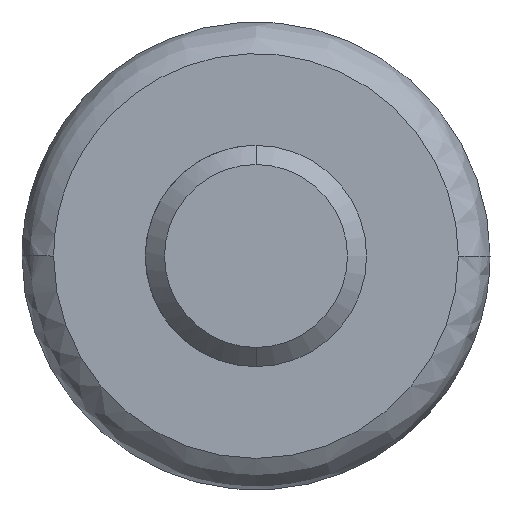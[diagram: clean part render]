
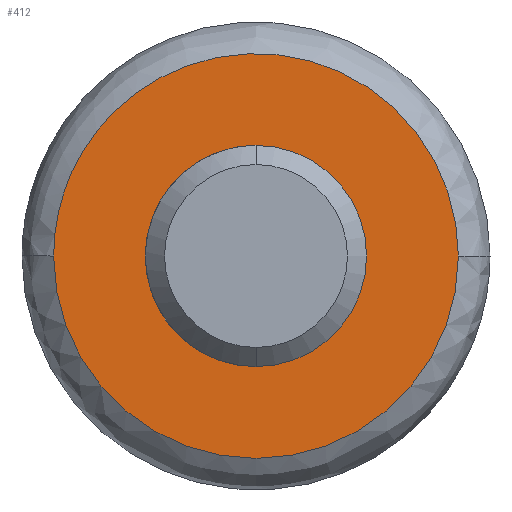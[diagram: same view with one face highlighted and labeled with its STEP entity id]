
A CAD part, front view. The second image highlights one B-rep face of the part: STEP entity #412.
In plain terms, the highlighted planar face has unit normal (0, -1, 0).
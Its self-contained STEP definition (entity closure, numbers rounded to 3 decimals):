
#126=CARTESIAN_POINT('Control Point',(2.378,0.,0.)) ;
#127=CARTESIAN_POINT('Control Point',(2.378,0.,4.756)) ;
#128=CARTESIAN_POINT('Control Point',(-2.378,0.,4.756)) ;
#129=CARTESIAN_POINT('Control Point',(-2.378,0.,0.)) ;
#130=CARTESIAN_POINT('Vertex',(2.378,0.,0.)) ;
#132=CARTESIAN_POINT('Vertex',(-2.378,0.,0.)) ;
#380=CARTESIAN_POINT('Axis2P3D Location',(0.,0.,0.)) ;
#385=CARTESIAN_POINT('Axis2P3D Location',(0.,0.,0.)) ;
#394=CARTESIAN_POINT('Axis2P3D Location',(0.,0.,0.)) ;
#398=CARTESIAN_POINT('Vertex',(0.,0.,-1.3)) ;
#400=CARTESIAN_POINT('Vertex',(0.,0.,1.3)) ;
#403=CARTESIAN_POINT('Axis2P3D Location',(0.,0.,0.)) ;
#381=DIRECTION('Axis2P3D Direction',(0.,-1.,0.)) ;
#382=DIRECTION('Axis2P3D XDirection',(0.,-0.,-1.)) ;
#386=DIRECTION('Axis2P3D Direction',(0.,-1.,0.)) ;
#395=DIRECTION('Axis2P3D Direction',(0.,-1.,0.)) ;
#404=DIRECTION('Axis2P3D Direction',(0.,-1.,0.)) ;
#383=AXIS2_PLACEMENT_3D('Plane Axis2P3D',#380,#381,#382) ;
#387=AXIS2_PLACEMENT_3D('Circle Axis2P3D',#385,#386,$) ;
#396=AXIS2_PLACEMENT_3D('Circle Axis2P3D',#394,#395,$) ;
#405=AXIS2_PLACEMENT_3D('Circle Axis2P3D',#403,#404,$) ;
#391=ORIENTED_EDGE('',*,*,#389,.T.) ;
#392=ORIENTED_EDGE('',*,*,#134,.T.) ;
#409=ORIENTED_EDGE('',*,*,#402,.F.) ;
#410=ORIENTED_EDGE('',*,*,#407,.F.) ;
#411=FACE_BOUND('',#408,.T.) ;
#412=ADVANCED_FACE('Import\X2\00E9\X0\e1',(#393,#411),#384,.T.) ;
#388=CIRCLE('generated circle',#387,2.378) ;
#397=CIRCLE('generated circle',#396,1.3) ;
#406=CIRCLE('generated circle',#405,1.3) ;
#134=EDGE_CURVE('',#131,#133,#125,.T.) ;
#389=EDGE_CURVE('',#133,#131,#388,.T.) ;
#402=EDGE_CURVE('',#399,#401,#397,.T.) ;
#407=EDGE_CURVE('',#401,#399,#406,.T.) ;
#390=EDGE_LOOP('',(#391,#392)) ;
#408=EDGE_LOOP('',(#409,#410)) ;
#393=FACE_OUTER_BOUND('',#390,.T.) ;
#384=PLANE('Plane',#383) ;
#131=VERTEX_POINT('',#130) ;
#133=VERTEX_POINT('',#132) ;
#399=VERTEX_POINT('',#398) ;
#401=VERTEX_POINT('',#400) ;
#125=(BOUNDED_CURVE()B_SPLINE_CURVE(3,(#126,#127,#128,#129),.UNSPECIFIED.,.F.,.U.)B_SPLINE_CURVE_WITH_KNOTS((4,4),(0.,15.733),.UNSPECIFIED.)CURVE()GEOMETRIC_REPRESENTATION_ITEM()RATIONAL_B_SPLINE_CURVE((1.,0.333,0.333,1.))REPRESENTATION_ITEM('')) ;
